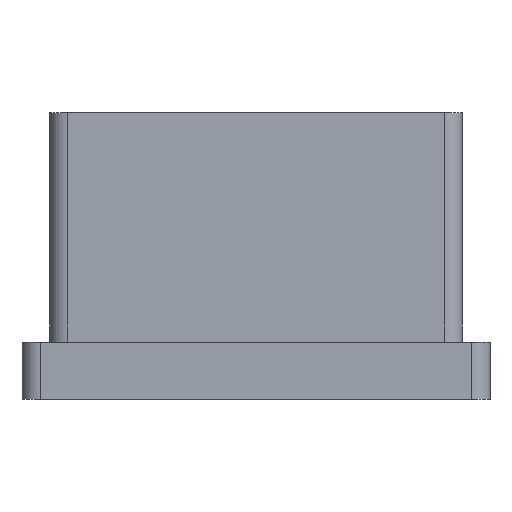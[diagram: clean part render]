
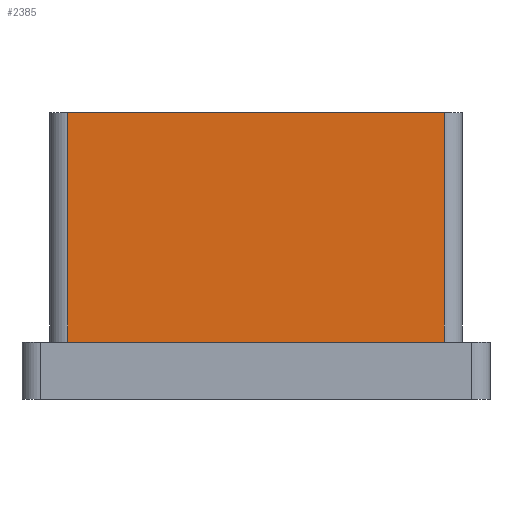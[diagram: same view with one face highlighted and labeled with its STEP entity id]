
A CAD part, left-side view. The second image highlights one B-rep face of the part: STEP entity #2385.
In plain terms, the highlighted planar face has unit normal (-1, 0, 0).
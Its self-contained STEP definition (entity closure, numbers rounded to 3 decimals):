
#185=PLANE('',#2592);
#255=FACE_OUTER_BOUND('',#403,.T.);
#403=EDGE_LOOP('',(#1767,#1768,#1769,#1770));
#593=LINE('',#3440,#801);
#594=LINE('',#3442,#802);
#595=LINE('',#3444,#803);
#596=LINE('',#3445,#804);
#801=VECTOR('',#2907,10.414);
#802=VECTOR('',#2908,6.35);
#803=VECTOR('',#2909,10.414);
#804=VECTOR('',#2910,6.35);
#1096=VERTEX_POINT('',#3438);
#1097=VERTEX_POINT('',#3439);
#1098=VERTEX_POINT('',#3441);
#1099=VERTEX_POINT('',#3443);
#1356=EDGE_CURVE('',#1096,#1097,#593,.T.);
#1357=EDGE_CURVE('',#1097,#1098,#594,.T.);
#1358=EDGE_CURVE('',#1099,#1098,#595,.T.);
#1359=EDGE_CURVE('',#1099,#1096,#596,.T.);
#1767=ORIENTED_EDGE('',*,*,#1356,.T.);
#1768=ORIENTED_EDGE('',*,*,#1357,.T.);
#1769=ORIENTED_EDGE('',*,*,#1358,.F.);
#1770=ORIENTED_EDGE('',*,*,#1359,.T.);
#2385=ADVANCED_FACE('',(#255),#185,.T.);
#2592=AXIS2_PLACEMENT_3D('',#3437,#2905,#2906);
#2905=DIRECTION('center_axis',(-1.,0.,0.));
#2906=DIRECTION('ref_axis',(0.,-1.,0.));
#2907=DIRECTION('',(0.,-1.,0.));
#2908=DIRECTION('',(0.,0.,1.));
#2909=DIRECTION('',(0.,-1.,0.));
#2910=DIRECTION('',(0.,0.,-1.));
#3437=CARTESIAN_POINT('Origin',(-5.715,5.715,-4.572));
#3438=CARTESIAN_POINT('',(-5.715,5.207,-4.572));
#3439=CARTESIAN_POINT('',(-5.715,-5.207,-4.572));
#3440=CARTESIAN_POINT('',(-5.715,5.207,-4.572));
#3441=CARTESIAN_POINT('',(-5.715,-5.207,1.778));
#3442=CARTESIAN_POINT('',(-5.715,-5.207,-4.572));
#3443=CARTESIAN_POINT('',(-5.715,5.207,1.778));
#3444=CARTESIAN_POINT('',(-5.715,5.207,1.778));
#3445=CARTESIAN_POINT('',(-5.715,5.207,1.778));
